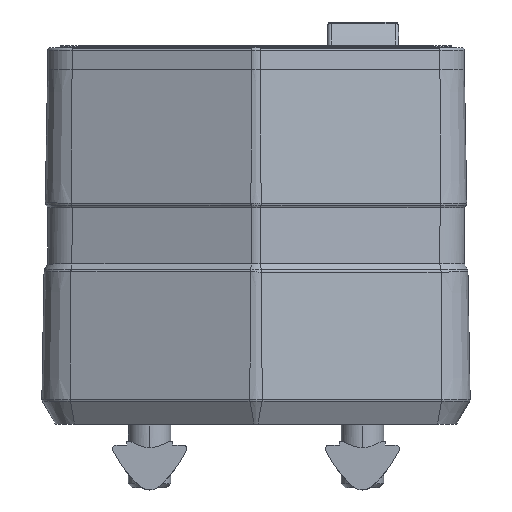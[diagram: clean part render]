
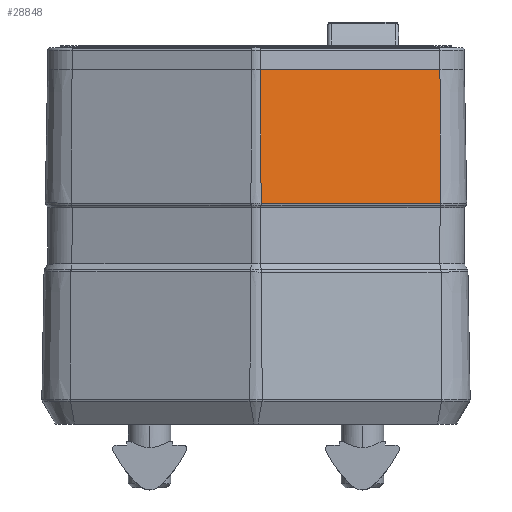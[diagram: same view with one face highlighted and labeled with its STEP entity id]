
A CAD part, front view. The second image highlights one B-rep face of the part: STEP entity #28848.
In plain terms, the highlighted planar face has unit normal (0.31, -0.951, 0.018).
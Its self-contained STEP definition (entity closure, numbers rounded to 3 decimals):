
#520 = DIRECTION ( 'NONE',  ( 0.951, 0.31, 0. ) ) ;
#1830 = DIRECTION ( 'NONE',  ( -0.951, -0.31, 0. ) ) ;
#2166 = CARTESIAN_POINT ( 'NONE',  ( 23.551, 2.032, 48.424 ) ) ;
#3262 = FACE_OUTER_BOUND ( 'NONE', #19220, .T. ) ;
#4451 = LINE ( 'NONE', #36106, #39191 ) ;
#5291 = ORIENTED_EDGE ( 'NONE', *, *, #13653, .T. ) ;
#5622 = DIRECTION ( 'NONE',  ( -0.005, 0.017, 1. ) ) ;
#7189 = DIRECTION ( 'NONE',  ( 0.31, -0.951, 0.017 ) ) ;
#11058 = CARTESIAN_POINT ( 'NONE',  ( 48.88, 10.28, 48.424 ) ) ;
#11172 = ORIENTED_EDGE ( 'NONE', *, *, #42539, .T. ) ;
#12621 = CARTESIAN_POINT ( 'NONE',  ( 48.88, 10.28, 48.424 ) ) ;
#13653 = EDGE_CURVE ( 'NONE', #33958, #21288, #33600, .T. ) ;
#17361 = CARTESIAN_POINT ( 'NONE',  ( 48.88, 10.28, 48.424 ) ) ;
#17769 = EDGE_CURVE ( 'NONE', #28713, #39944, #4451, .T. ) ;
#18214 = DIRECTION ( 'NONE',  ( -0.005, 0.017, 1. ) ) ;
#18378 = ORIENTED_EDGE ( 'NONE', *, *, #17769, .F. ) ;
#18621 = ORIENTED_EDGE ( 'NONE', *, *, #43388, .T. ) ;
#19220 = EDGE_LOOP ( 'NONE', ( #18378, #18621, #5291, #11172 ) ) ;
#20739 = CARTESIAN_POINT ( 'NONE',  ( 48.982, 9.966, 29.552 ) ) ;
#20888 = CARTESIAN_POINT ( 'NONE',  ( 48.88, 10.28, 48.424 ) ) ;
#21288 = VERTEX_POINT ( 'NONE', #17361 ) ;
#22624 = VECTOR ( 'NONE', #41970, 1000. ) ;
#22673 = VECTOR ( 'NONE', #5622, 1000. ) ;
#26593 = LINE ( 'NONE', #12621, #33603 ) ;
#26954 = AXIS2_PLACEMENT_3D ( 'NONE', #11058, #7189, #520 ) ;
#28713 = VERTEX_POINT ( 'NONE', #40013 ) ;
#28848 = ADVANCED_FACE ( 'NONE', ( #3262 ), #31476, .T. ) ;
#30944 = CARTESIAN_POINT ( 'NONE',  ( 48.982, 9.966, 29.552 ) ) ;
#31476 = PLANE ( 'NONE',  #26954 ) ;
#33600 = LINE ( 'NONE', #20888, #22673 ) ;
#33603 = VECTOR ( 'NONE', #1830, 1000. ) ;
#33958 = VERTEX_POINT ( 'NONE', #20739 ) ;
#36106 = CARTESIAN_POINT ( 'NONE',  ( 23.551, 2.032, 48.424 ) ) ;
#38085 = LINE ( 'NONE', #30944, #22624 ) ;
#39191 = VECTOR ( 'NONE', #18214, 1000. ) ;
#39944 = VERTEX_POINT ( 'NONE', #2166 ) ;
#40013 = CARTESIAN_POINT ( 'NONE',  ( 23.653, 1.719, 29.552 ) ) ;
#41970 = DIRECTION ( 'NONE',  ( 0.951, 0.31, 0. ) ) ;
#42539 = EDGE_CURVE ( 'NONE', #21288, #39944, #26593, .T. ) ;
#43388 = EDGE_CURVE ( 'NONE', #28713, #33958, #38085, .T. ) ;
